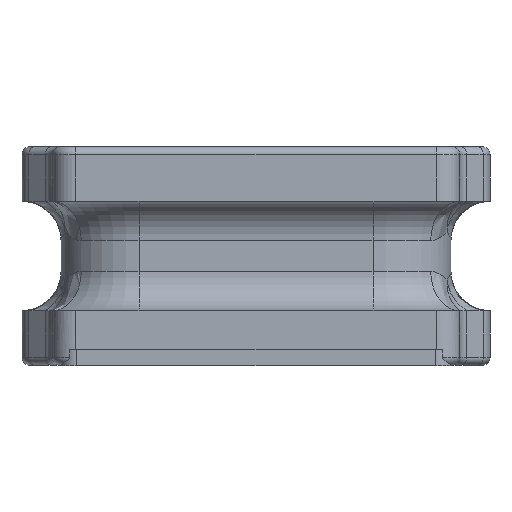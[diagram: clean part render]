
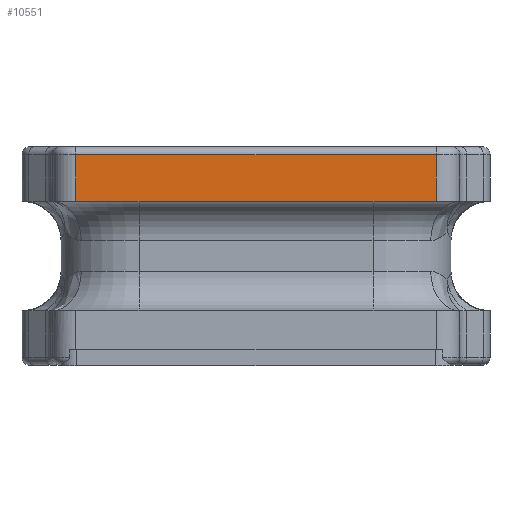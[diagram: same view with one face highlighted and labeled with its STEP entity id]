
A CAD part, front view. The second image highlights one B-rep face of the part: STEP entity #10551.
In plain terms, the highlighted planar face has unit normal (0, -1, 0).
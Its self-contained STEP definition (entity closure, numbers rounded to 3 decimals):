
#83 = LINE ( 'NONE', #9343, #1068 ) ;
#355 = VERTEX_POINT ( 'NONE', #17640 ) ;
#608 = VECTOR ( 'NONE', #26477, 1000. ) ;
#812 = ORIENTED_EDGE ( 'NONE', *, *, #26161, .T. ) ;
#1068 = VECTOR ( 'NONE', #14996, 1000. ) ;
#1552 = VERTEX_POINT ( 'NONE', #11333 ) ;
#2189 = DIRECTION ( 'NONE',  ( 0., 0., 1. ) ) ;
#2514 = EDGE_CURVE ( 'NONE', #6698, #24082, #22936, .T. ) ;
#2854 = DIRECTION ( 'NONE',  ( -1., 0., 0. ) ) ;
#2929 = VECTOR ( 'NONE', #12257, 1000. ) ;
#4540 = CARTESIAN_POINT ( 'NONE',  ( 2.31, -3., 2.7 ) ) ;
#5148 = EDGE_CURVE ( 'NONE', #355, #29289, #83, .T. ) ;
#5680 = EDGE_CURVE ( 'NONE', #1552, #355, #26027, .T. ) ;
#6669 = CARTESIAN_POINT ( 'NONE',  ( -2.31, -3., 2.8 ) ) ;
#6698 = VERTEX_POINT ( 'NONE', #27057 ) ;
#6764 = FACE_OUTER_BOUND ( 'NONE', #16060, .T. ) ;
#7123 = LINE ( 'NONE', #9391, #20836 ) ;
#7950 = DIRECTION ( 'NONE',  ( 1., 0., 0. ) ) ;
#9343 = CARTESIAN_POINT ( 'NONE',  ( -3., -3., 2.1 ) ) ;
#9391 = CARTESIAN_POINT ( 'NONE',  ( -2.31, -3., 2.7 ) ) ;
#9592 = AXIS2_PLACEMENT_3D ( 'NONE', #15447, #18319, #2189 ) ;
#10146 = ORIENTED_EDGE ( 'NONE', *, *, #2514, .T. ) ;
#10517 = CARTESIAN_POINT ( 'NONE',  ( -3., -3., 2.1 ) ) ;
#10551 = ADVANCED_FACE ( 'NONE', ( #6764 ), #20621, .F. ) ;
#10787 = VECTOR ( 'NONE', #7950, 1000. ) ;
#11333 = CARTESIAN_POINT ( 'NONE',  ( -1.5, -3., 2.1 ) ) ;
#12257 = DIRECTION ( 'NONE',  ( 0., 0., -1. ) ) ;
#13178 = EDGE_CURVE ( 'NONE', #17559, #6698, #7123, .T. ) ;
#14099 = ORIENTED_EDGE ( 'NONE', *, *, #5680, .T. ) ;
#14996 = DIRECTION ( 'NONE',  ( 1., 0., 0. ) ) ;
#15447 = CARTESIAN_POINT ( 'NONE',  ( -3., -3., 2.8 ) ) ;
#16060 = EDGE_LOOP ( 'NONE', ( #812, #25716, #10146, #27928, #14099, #17447 ) ) ;
#16919 = LINE ( 'NONE', #17502, #18241 ) ;
#17447 = ORIENTED_EDGE ( 'NONE', *, *, #5148, .T. ) ;
#17502 = CARTESIAN_POINT ( 'NONE',  ( 2.31, -3., 2.8 ) ) ;
#17559 = VERTEX_POINT ( 'NONE', #4540 ) ;
#17640 = CARTESIAN_POINT ( 'NONE',  ( 1.5, -3., 2.1 ) ) ;
#18241 = VECTOR ( 'NONE', #26798, 1000. ) ;
#18319 = DIRECTION ( 'NONE',  ( 0., 1., 0. ) ) ;
#20621 = PLANE ( 'NONE',  #9592 ) ;
#20836 = VECTOR ( 'NONE', #2854, 1000. ) ;
#22936 = LINE ( 'NONE', #6669, #2929 ) ;
#23725 = CARTESIAN_POINT ( 'NONE',  ( 2.31, -3., 2.1 ) ) ;
#23791 = EDGE_CURVE ( 'NONE', #24082, #1552, #26356, .T. ) ;
#24082 = VERTEX_POINT ( 'NONE', #29169 ) ;
#24183 = CARTESIAN_POINT ( 'NONE',  ( -3., -3., 2.1 ) ) ;
#25716 = ORIENTED_EDGE ( 'NONE', *, *, #13178, .T. ) ;
#26027 = LINE ( 'NONE', #24183, #608 ) ;
#26161 = EDGE_CURVE ( 'NONE', #29289, #17559, #16919, .T. ) ;
#26356 = LINE ( 'NONE', #10517, #10787 ) ;
#26477 = DIRECTION ( 'NONE',  ( 1., 0., 0. ) ) ;
#26798 = DIRECTION ( 'NONE',  ( 0., 0., 1. ) ) ;
#27057 = CARTESIAN_POINT ( 'NONE',  ( -2.31, -3., 2.7 ) ) ;
#27928 = ORIENTED_EDGE ( 'NONE', *, *, #23791, .T. ) ;
#29169 = CARTESIAN_POINT ( 'NONE',  ( -2.31, -3., 2.1 ) ) ;
#29289 = VERTEX_POINT ( 'NONE', #23725 ) ;
